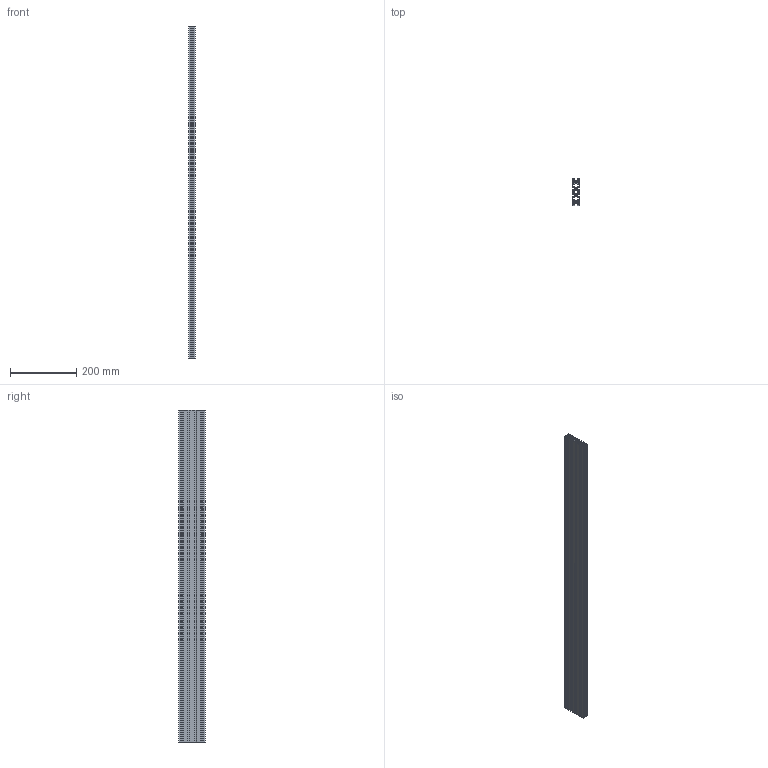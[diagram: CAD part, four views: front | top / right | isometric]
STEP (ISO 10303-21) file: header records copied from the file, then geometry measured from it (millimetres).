
FILE_DESCRIPTION (( 'STEP AP203' ), '1' );
FILE_NAME ('ALF-2080-6B.step', '2024-08-07T10:23:14', ( '' ), ( '' ), 'SwSTEP 2.0', 'SolidWorks 2022', '' );
FILE_SCHEMA (( 'CONFIG_CONTROL_DESIGN' ));
Length unit declared in the file: millimetre
Products named in the file (1): ALF-2080-6B
Bounding box: 20 x 80 x 1000 mm (x, y, z)
Volume: 553624.5 mm3; surface area: 592971.1 mm2
Topology: 1 solids, 1 shells, 290 faces, 864 edges, 576 vertices
Faces by surface type: plane 182, cylinder 108
Entity records: 9849 total; most frequent: CARTESIAN_POINT 1731, ORIENTED_EDGE 1728, DIRECTION 1662, EDGE_CURVE 864, LINE 648, VECTOR 648, VERTEX_POINT 576, AXIS2_PLACEMENT_3D 507
